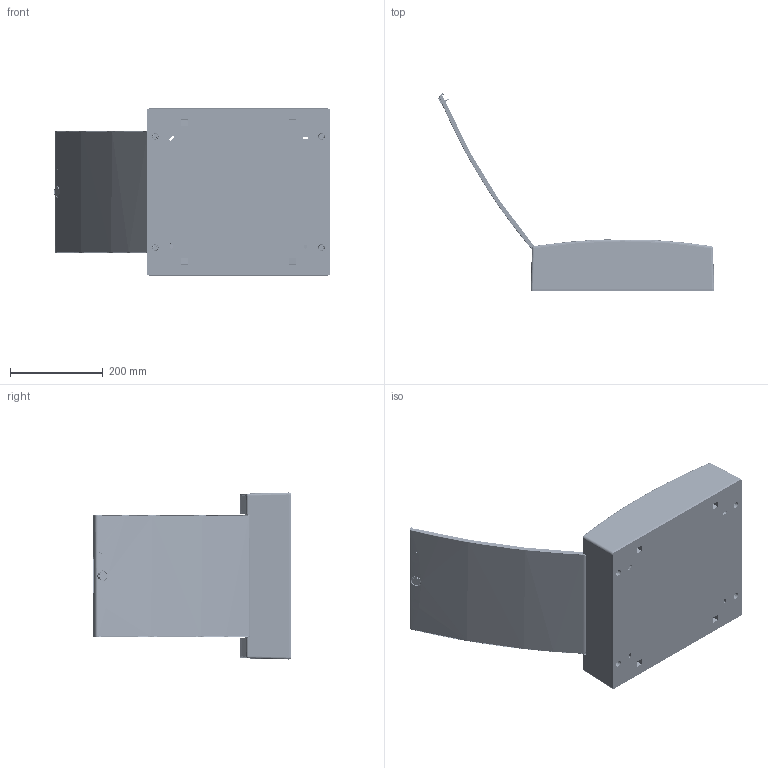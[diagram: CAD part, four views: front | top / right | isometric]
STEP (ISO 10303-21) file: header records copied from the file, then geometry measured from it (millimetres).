
FILE_DESCRIPTION(/* description */ ('Unknown'),/* implementation_level */ '2;1');
FILE_NAME(/* name */ 'ECT_2x18_PO_Media',/* time_stamp */ '2020-05-22T11:27:00+02:00',/* author */ ('Unknown'),/* organization */ ('Unknown'),/* preprocessor_version */ 'ST-DEVELOPER v16.7',/* originating_system */ 'DEX',/* authorisation */ $);
FILE_SCHEMA (('AUTOMOTIVE_DESIGN {1 0 10303 214 3 1 1}'));
Products named in the file (15): ECT_2x18_PO_Media; Front_ECT_2x18; Door_ECT_2x18; Bottom_ECT_2x18; Screw_M4x8; Pin; ETI LOGO; PM-PER 2x18 RJ; Gniazdko; Gniazdko part A; AS-C 4x10; AW-R 4; AN-H 4; Gniazdko part B; AS-C 4x16
Assembly tree (23 placements, depth 3):
  ECT_2x18_PO_Media
    Front_ECT_2x18
    Door_ECT_2x18
    Bottom_ECT_2x18
    Screw_M4x8  x4
    Pin  x4
    ETI LOGO
    PM-PER 2x18 RJ
    Gniazdko
      Gniazdko part A
      AS-C 4x10  x2
      AW-R 4  x2
      AN-H 4  x2
      Gniazdko part B
      AS-C 4x16
Bounding box: 596.43 x 427.62 x 360.6 mm (x, y, z)
Volume: 1584453.1 mm3; surface area: 1289699 mm2
Topology: 24 solids, 24 shells, 2409 faces, 6831 edges, 4543 vertices
Faces by surface type: plane 1306, cylinder 891, cone 173, torus 19, bspline 12, sphere 8
Full cylindrical faces by diameter (mm): 2.5 x1, 3 x2, 3.242 x2, 3.8 x2, 4 x534, 4.3 x2, 4.7 x1, 4.75 x1, 5 x46, 5.5 x3, 5.6 x1, 8 x6, 9.5 x4, 10 x2, 12.2 x4, 18 x23, 38 x1
Entity records: 74741 total; most frequent: CARTESIAN_POINT 13340, DIRECTION 11624, ORIENTED_EDGE 10826, EDGE_CURVE 5413, FACE_BOUND 4359, EDGE_LOOP 4358, AXIS2_PLACEMENT_3D 4264, VERTEX_POINT 4026
